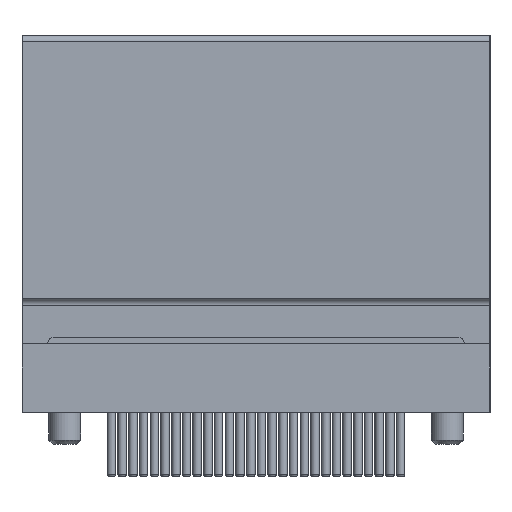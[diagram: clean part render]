
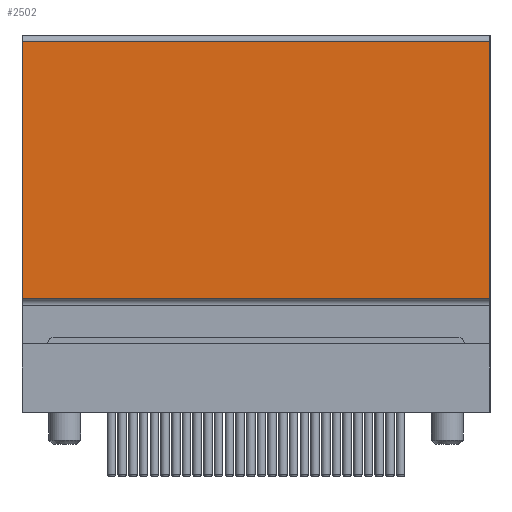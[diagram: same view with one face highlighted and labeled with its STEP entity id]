
A CAD part, left-side view. The second image highlights one B-rep face of the part: STEP entity #2502.
In plain terms, the highlighted planar face has unit normal (-1, 0, 0).
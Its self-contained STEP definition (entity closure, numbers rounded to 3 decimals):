
#127 = PLANE('',#128);
#128 = AXIS2_PLACEMENT_3D('',#129,#130,#131);
#129 = CARTESIAN_POINT('',(20.,21.85,8.373));
#130 = DIRECTION('',(0.,1.,0.));
#131 = DIRECTION('',(0.,0.,1.));
#184 = PLANE('',#185);
#185 = AXIS2_PLACEMENT_3D('',#186,#187,#188);
#186 = CARTESIAN_POINT('',(20.,0.,8.373));
#187 = DIRECTION('',(0.,1.,0.));
#188 = DIRECTION('',(0.,0.,1.));
#617 = VERTEX_POINT('',#618);
#618 = CARTESIAN_POINT('',(0.,0.,5.3));
#632 = PLANE('',#633);
#633 = AXIS2_PLACEMENT_3D('',#634,#635,#636);
#634 = CARTESIAN_POINT('',(1.55,0.,5.3));
#635 = DIRECTION('',(0.,0.,1.));
#636 = DIRECTION('',(-1.,0.,0.));
#644 = EDGE_CURVE('',#617,#645,#647,.T.);
#645 = VERTEX_POINT('',#646);
#646 = CARTESIAN_POINT('',(0.,0.,17.3));
#647 = SURFACE_CURVE('',#648,(#652,#659),.PCURVE_S1.);
#648 = LINE('',#649,#650);
#649 = CARTESIAN_POINT('',(0.,0.,5.3));
#650 = VECTOR('',#651,1.);
#651 = DIRECTION('',(0.,0.,1.));
#652 = PCURVE('',#184,#653);
#653 = DEFINITIONAL_REPRESENTATION('',(#654),#658);
#654 = LINE('',#655,#656);
#655 = CARTESIAN_POINT('',(-3.073,-20.));
#656 = VECTOR('',#657,1.);
#657 = DIRECTION('',(1.,0.));
#658 = ( GEOMETRIC_REPRESENTATION_CONTEXT(2) 
PARAMETRIC_REPRESENTATION_CONTEXT() REPRESENTATION_CONTEXT('2D SPACE',''
  ) );
#659 = PCURVE('',#660,#665);
#660 = PLANE('',#661);
#661 = AXIS2_PLACEMENT_3D('',#662,#663,#664);
#662 = CARTESIAN_POINT('',(0.,0.,5.3));
#663 = DIRECTION('',(1.,0.,0.));
#664 = DIRECTION('',(0.,0.,1.));
#665 = DEFINITIONAL_REPRESENTATION('',(#666),#670);
#666 = LINE('',#667,#668);
#667 = CARTESIAN_POINT('',(0.,0.));
#668 = VECTOR('',#669,1.);
#669 = DIRECTION('',(1.,0.));
#670 = ( GEOMETRIC_REPRESENTATION_CONTEXT(2) 
PARAMETRIC_REPRESENTATION_CONTEXT() REPRESENTATION_CONTEXT('2D SPACE',''
  ) );
#693 = CYLINDRICAL_SURFACE('',#694,0.3);
#694 = AXIS2_PLACEMENT_3D('',#695,#696,#697);
#695 = CARTESIAN_POINT('',(0.3,0.,17.3));
#696 = DIRECTION('',(0.,-1.,0.));
#697 = DIRECTION('',(1.,0.,0.));
#1441 = VERTEX_POINT('',#1442);
#1442 = CARTESIAN_POINT('',(0.,21.85,5.3));
#1463 = EDGE_CURVE('',#1441,#1464,#1466,.T.);
#1464 = VERTEX_POINT('',#1465);
#1465 = CARTESIAN_POINT('',(0.,21.85,17.3));
#1466 = SURFACE_CURVE('',#1467,(#1471,#1478),.PCURVE_S1.);
#1467 = LINE('',#1468,#1469);
#1468 = CARTESIAN_POINT('',(0.,21.85,5.3));
#1469 = VECTOR('',#1470,1.);
#1470 = DIRECTION('',(0.,0.,1.));
#1471 = PCURVE('',#127,#1472);
#1472 = DEFINITIONAL_REPRESENTATION('',(#1473),#1477);
#1473 = LINE('',#1474,#1475);
#1474 = CARTESIAN_POINT('',(-3.073,-20.));
#1475 = VECTOR('',#1476,1.);
#1476 = DIRECTION('',(1.,0.));
#1477 = ( GEOMETRIC_REPRESENTATION_CONTEXT(2) 
PARAMETRIC_REPRESENTATION_CONTEXT() REPRESENTATION_CONTEXT('2D SPACE',''
  ) );
#1478 = PCURVE('',#660,#1479);
#1479 = DEFINITIONAL_REPRESENTATION('',(#1480),#1484);
#1480 = LINE('',#1481,#1482);
#1481 = CARTESIAN_POINT('',(0.,-21.85));
#1482 = VECTOR('',#1483,1.);
#1483 = DIRECTION('',(1.,0.));
#1484 = ( GEOMETRIC_REPRESENTATION_CONTEXT(2) 
PARAMETRIC_REPRESENTATION_CONTEXT() REPRESENTATION_CONTEXT('2D SPACE',''
  ) );
#2481 = EDGE_CURVE('',#617,#1441,#2482,.T.);
#2482 = SURFACE_CURVE('',#2483,(#2487,#2494),.PCURVE_S1.);
#2483 = LINE('',#2484,#2485);
#2484 = CARTESIAN_POINT('',(0.,0.,5.3));
#2485 = VECTOR('',#2486,1.);
#2486 = DIRECTION('',(0.,1.,0.));
#2487 = PCURVE('',#632,#2488);
#2488 = DEFINITIONAL_REPRESENTATION('',(#2489),#2493);
#2489 = LINE('',#2490,#2491);
#2490 = CARTESIAN_POINT('',(1.55,0.));
#2491 = VECTOR('',#2492,1.);
#2492 = DIRECTION('',(0.,-1.));
#2493 = ( GEOMETRIC_REPRESENTATION_CONTEXT(2) 
PARAMETRIC_REPRESENTATION_CONTEXT() REPRESENTATION_CONTEXT('2D SPACE',''
  ) );
#2494 = PCURVE('',#660,#2495);
#2495 = DEFINITIONAL_REPRESENTATION('',(#2496),#2500);
#2496 = LINE('',#2497,#2498);
#2497 = CARTESIAN_POINT('',(0.,0.));
#2498 = VECTOR('',#2499,1.);
#2499 = DIRECTION('',(0.,-1.));
#2500 = ( GEOMETRIC_REPRESENTATION_CONTEXT(2) 
PARAMETRIC_REPRESENTATION_CONTEXT() REPRESENTATION_CONTEXT('2D SPACE',''
  ) );
#2502 = ADVANCED_FACE('',(#2503),#660,.F.);
#2503 = FACE_BOUND('',#2504,.F.);
#2504 = EDGE_LOOP('',(#2505,#2506,#2507,#2527));
#2505 = ORIENTED_EDGE('',*,*,#2481,.T.);
#2506 = ORIENTED_EDGE('',*,*,#1463,.T.);
#2507 = ORIENTED_EDGE('',*,*,#2508,.F.);
#2508 = EDGE_CURVE('',#645,#1464,#2509,.T.);
#2509 = SURFACE_CURVE('',#2510,(#2514,#2521),.PCURVE_S1.);
#2510 = LINE('',#2511,#2512);
#2511 = CARTESIAN_POINT('',(0.,0.,17.3));
#2512 = VECTOR('',#2513,1.);
#2513 = DIRECTION('',(0.,1.,0.));
#2514 = PCURVE('',#660,#2515);
#2515 = DEFINITIONAL_REPRESENTATION('',(#2516),#2520);
#2516 = LINE('',#2517,#2518);
#2517 = CARTESIAN_POINT('',(12.,0.));
#2518 = VECTOR('',#2519,1.);
#2519 = DIRECTION('',(0.,-1.));
#2520 = ( GEOMETRIC_REPRESENTATION_CONTEXT(2) 
PARAMETRIC_REPRESENTATION_CONTEXT() REPRESENTATION_CONTEXT('2D SPACE',''
  ) );
#2521 = PCURVE('',#693,#2522);
#2522 = DEFINITIONAL_REPRESENTATION('',(#2523),#2526);
#2523 = B_SPLINE_CURVE_WITH_KNOTS('',1,(#2524,#2525),.UNSPECIFIED.,.F.,
  .F.,(2,2),(0.,21.85),.PIECEWISE_BEZIER_KNOTS.);
#2524 = CARTESIAN_POINT('',(3.142,0.));
#2525 = CARTESIAN_POINT('',(3.142,-21.85));
#2526 = ( GEOMETRIC_REPRESENTATION_CONTEXT(2) 
PARAMETRIC_REPRESENTATION_CONTEXT() REPRESENTATION_CONTEXT('2D SPACE',''
  ) );
#2527 = ORIENTED_EDGE('',*,*,#644,.F.);
